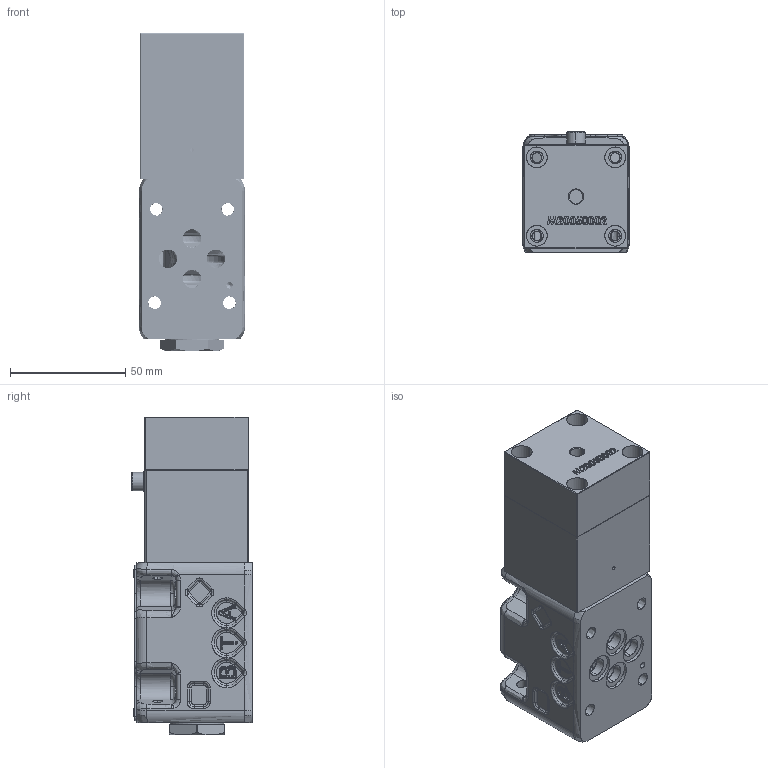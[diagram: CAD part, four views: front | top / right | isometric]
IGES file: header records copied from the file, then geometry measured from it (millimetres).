
Start section: SolidWorks IGES file using analytic representation for surfaces
Global section: file name: AD3O--EZ--2.igs; native system: SolidWorks 2012; preprocessor: SolidWorks 2012; author: serviziopdm; date: 131011.113513; units: millimetre
Bounding box: 46 x 52.22 x 137.9 mm (x, y, z)
Surface area: 67311.9 mm2 (no closed solid volume)
Topology: 0 solids, 0 shells, 3026 faces, 30813 edges, 30758 vertices
Faces by surface type: bspline 2257, revolution 769
